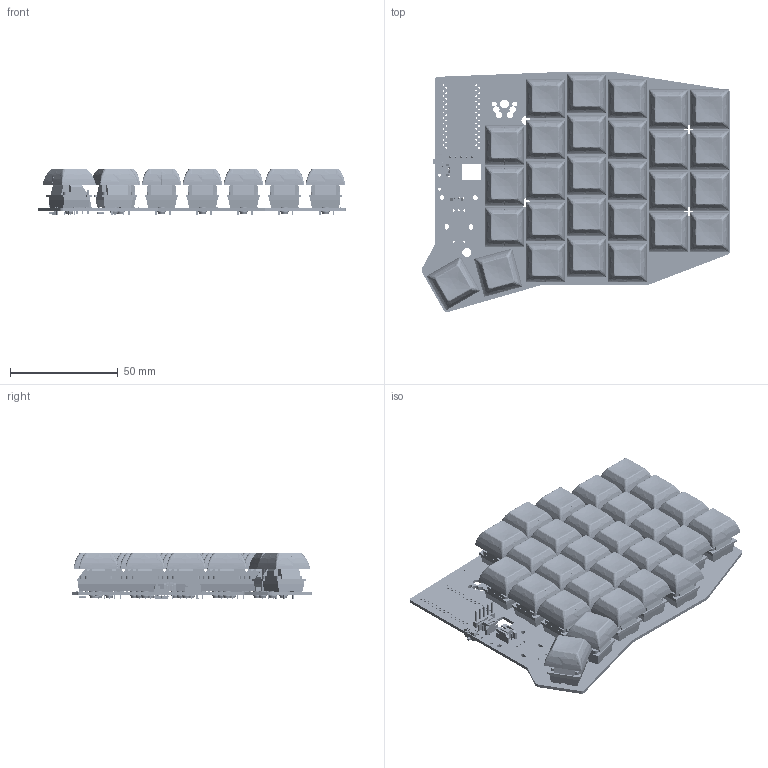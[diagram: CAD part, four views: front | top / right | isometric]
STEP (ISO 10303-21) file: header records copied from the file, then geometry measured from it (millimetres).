
FILE_DESCRIPTION(('KiCad electronic assembly'),'2;1');
FILE_NAME('DragonBoard.step','2025-02-25T17:46:07',('Pcbnew'),('Kicad'), 'Open CASCADE STEP processor 7.8','KiCad to STEP converter','Unknown' );
FILE_SCHEMA(('AUTOMOTIVE_DESIGN { 1 0 10303 214 1 1 1 1 }'));
Length unit declared in the file: millimetre
Products named in the file (13): DragonBoard 1; PinHeader_1x05_P2.54mm_Vertical; C_0402_1005Metric; REDragon-MX-ZT02; Body; Button; Pins; DSA_Keycap_CherryMX; JST_PH_S2B-PH-K_1x02_P2.00mm_Horizontal; SW_SPDT_PCM12; R_0402_1005Metric; SOT-23; DragonBoard_PCB
Assembly tree (99 placements, depth 3):
  DragonBoard 1
    PinHeader_1x05_P2.54mm_Vertical
    C_0402_1005Metric  x29
    REDragon-MX-ZT02  x28
      Body
      Button
      Pins
    DSA_Keycap_CherryMX  x28
    JST_PH_S2B-PH-K_1x02_P2.00mm_Horizontal  x2
    SW_SPDT_PCM12  x2
    R_0402_1005Metric  x3
    SOT-23  x2
    DragonBoard_PCB
Bounding box: 143.37 x 111.75 x 21.59 mm (x, y, z)
Volume: 99811.1 mm3; surface area: 109505.4 mm2
Topology: 180 solids, 180 shells, 9211 faces, 24211 edges, 15714 vertices
Faces by surface type: plane 6332, bspline 1538, cylinder 1309, cone 32
Full cylindrical faces by diameter (mm): 0.75 x6, 0.8 x4, 0.813 x53, 0.9 x2, 1 x61, 1.3 x2, 2.2 x2, 3.8 x28, 4.1 x34
Entity records: 53343 total; most frequent: CARTESIAN_POINT 11124, DIRECTION 7704, ORIENTED_EDGE 7600, EDGE_CURVE 3800, AXIS2_PLACEMENT_3D 2663, VERTEX_POINT 2470, LINE 2378, VECTOR 2378
